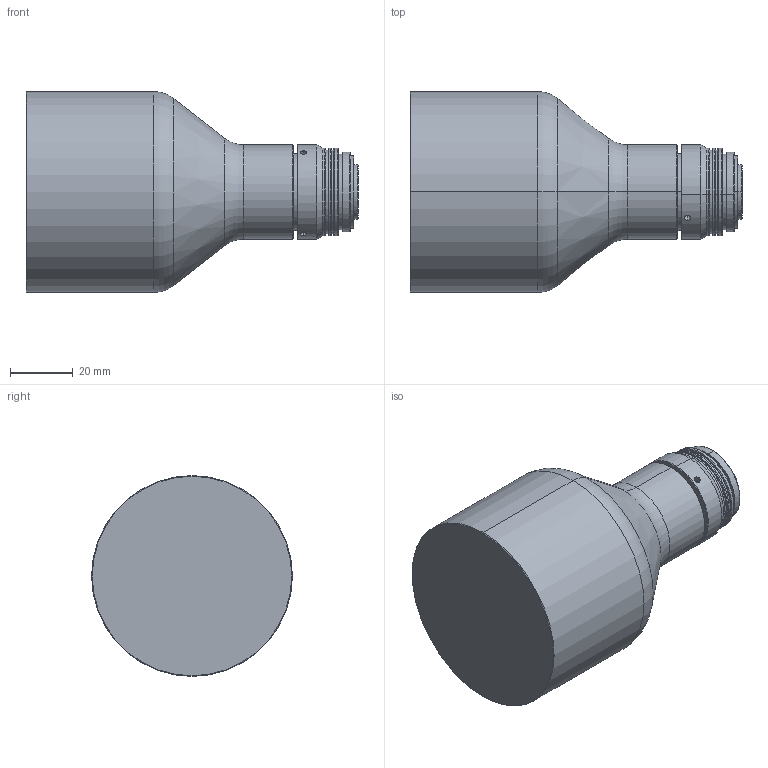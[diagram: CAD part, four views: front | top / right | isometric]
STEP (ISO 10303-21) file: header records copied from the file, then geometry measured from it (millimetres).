
FILE_DESCRIPTION (( 'STEP AP203' ), '1' );
FILE_NAME ('0.17X 堈陑3D.STEP', '2025-02-08T02:32:11', ( 'Windows 蚚誧' ), ( 'Microsoft' ), 'SwSTEP 2.0', 'SolidWorks 2018', '' );
FILE_SCHEMA (( 'CONFIG_CONTROL_DESIGN' ));
Length unit declared in the file: millimetre
Products named in the file (3): 俋倛; 0.17X 堈陑3D; 堈陑C諉諳
Assembly tree (2 placements, depth 2):
  0.17X 堈陑3D
    俋倛
    堈陑C諉諳
Bounding box: 105.83 x 64 x 64 mm (x, y, z)
Volume: 207477.1 mm3; surface area: 23644.1 mm2
Topology: 2 solids, 2 shells, 86 faces, 176 edges, 104 vertices
Faces by surface type: cylinder 36, cone 32, plane 14, torus 4
Entity records: 2745 total; most frequent: CARTESIAN_POINT 563, DIRECTION 442, ORIENTED_EDGE 352, AXIS2_PLACEMENT_3D 187, EDGE_CURVE 176, EDGE_LOOP 104, VERTEX_POINT 104, CIRCLE 96
